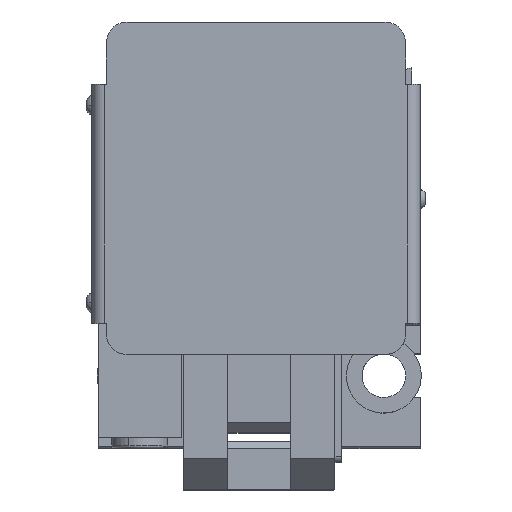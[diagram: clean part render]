
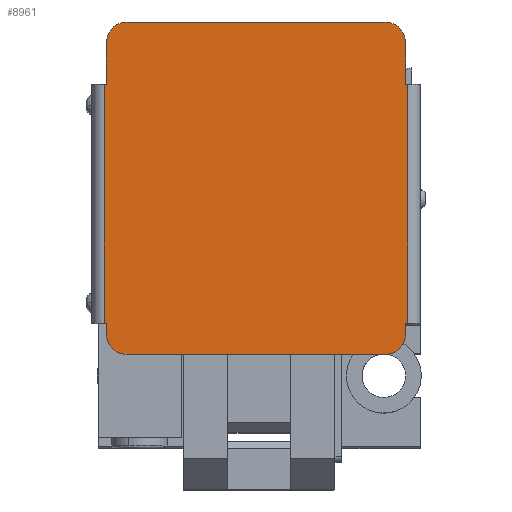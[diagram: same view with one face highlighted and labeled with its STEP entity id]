
A CAD part, top view. The second image highlights one B-rep face of the part: STEP entity #8961.
In plain terms, the highlighted planar face has unit normal (0, 0, 1).
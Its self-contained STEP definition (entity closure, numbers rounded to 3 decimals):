
#8961=ADVANCED_FACE('',(#18386),#18387,.T.);
#18386=FACE_OUTER_BOUND('',#31496,.T.);
#18387=PLANE('',#31497);
#31496=EDGE_LOOP('',(#58353,#58354,#58355,#58356,#58357,#58358,#58359,#58360,#58361,#58362,#58363,#58364,#58365,#58366,#58367,#58368,#58369,#58370));
#31497=AXIS2_PLACEMENT_3D('',#58371,#58372,#58373);
#58353=ORIENTED_EDGE('',*,*,#72985,.T.);
#58354=ORIENTED_EDGE('',*,*,#72981,.T.);
#58355=ORIENTED_EDGE('',*,*,#72977,.T.);
#58356=ORIENTED_EDGE('',*,*,#72988,.T.);
#58357=ORIENTED_EDGE('',*,*,#72989,.T.);
#58358=ORIENTED_EDGE('',*,*,#72990,.T.);
#58359=ORIENTED_EDGE('',*,*,#72991,.T.);
#58360=ORIENTED_EDGE('',*,*,#72992,.T.);
#58361=ORIENTED_EDGE('',*,*,#72971,.F.);
#58362=ORIENTED_EDGE('',*,*,#72993,.F.);
#58363=ORIENTED_EDGE('',*,*,#72994,.F.);
#58364=ORIENTED_EDGE('',*,*,#72995,.F.);
#58365=ORIENTED_EDGE('',*,*,#72968,.F.);
#58366=ORIENTED_EDGE('',*,*,#72996,.T.);
#58367=ORIENTED_EDGE('',*,*,#72997,.T.);
#58368=ORIENTED_EDGE('',*,*,#72998,.T.);
#58369=ORIENTED_EDGE('',*,*,#72999,.T.);
#58370=ORIENTED_EDGE('',*,*,#73000,.T.);
#58371=CARTESIAN_POINT('',(76.0,91.0,154.0));
#58372=DIRECTION('',(0.0,0.0,1.0));
#58373=DIRECTION('',(1.0,0.0,0.0));
#72968=EDGE_CURVE('',#87732,#87728,#87734,.T.);
#72971=EDGE_CURVE('',#87736,#87739,#87740,.T.);
#72977=EDGE_CURVE('',#87750,#87748,#87751,.T.);
#72981=EDGE_CURVE('',#87756,#87750,#87757,.T.);
#72985=EDGE_CURVE('',#87762,#87756,#87763,.T.);
#72988=EDGE_CURVE('',#87748,#87766,#87767,.T.);
#72989=EDGE_CURVE('',#87766,#87768,#87769,.T.);
#72990=EDGE_CURVE('',#87768,#87770,#87771,.T.);
#72991=EDGE_CURVE('',#87770,#87772,#87773,.T.);
#72992=EDGE_CURVE('',#87772,#87739,#87774,.T.);
#72993=EDGE_CURVE('',#87775,#87736,#87776,.T.);
#72994=EDGE_CURVE('',#87777,#87775,#87778,.T.);
#72995=EDGE_CURVE('',#87728,#87777,#87779,.T.);
#72996=EDGE_CURVE('',#87732,#87780,#87781,.T.);
#72997=EDGE_CURVE('',#87780,#87782,#87783,.T.);
#72998=EDGE_CURVE('',#87782,#87784,#87785,.T.);
#72999=EDGE_CURVE('',#87784,#87786,#87787,.T.);
#73000=EDGE_CURVE('',#87786,#87762,#87788,.T.);
#87728=VERTEX_POINT('',#116242);
#87732=VERTEX_POINT('',#116247);
#87734=CIRCLE('',#116250,10.0);
#87736=VERTEX_POINT('',#116252);
#87739=VERTEX_POINT('',#116256);
#87740=CIRCLE('',#116257,10.0);
#87748=VERTEX_POINT('',#116266);
#87750=VERTEX_POINT('',#116269);
#87751=CIRCLE('',#116270,10.0);
#87756=VERTEX_POINT('',#116277);
#87757=LINE('',#116278,#116279);
#87762=VERTEX_POINT('',#116285);
#87763=CIRCLE('',#116286,10.0);
#87766=VERTEX_POINT('',#116290);
#87767=LINE('',#116291,#116292);
#87768=VERTEX_POINT('',#116293);
#87769=LINE('',#116294,#116295);
#87770=VERTEX_POINT('',#116296);
#87771=LINE('',#116297,#116298);
#87772=VERTEX_POINT('',#116299);
#87773=LINE('',#116300,#116301);
#87774=LINE('',#116302,#116303);
#87775=VERTEX_POINT('',#116304);
#87776=CIRCLE('',#116305,10.0);
#87777=VERTEX_POINT('',#116306);
#87778=LINE('',#116307,#116308);
#87779=CIRCLE('',#116309,10.0);
#87780=VERTEX_POINT('',#116310);
#87781=LINE('',#116311,#116312);
#87782=VERTEX_POINT('',#116313);
#87783=LINE('',#116314,#116315);
#87784=VERTEX_POINT('',#116316);
#87785=LINE('',#116317,#116318);
#87786=VERTEX_POINT('',#116319);
#87787=LINE('',#116320,#116321);
#87788=LINE('',#116322,#116323);
#116242=CARTESIAN_POINT('',(145.071,12.929,154.0));
#116247=CARTESIAN_POINT('',(148.0,20.0,154.0));
#116250=AXIS2_PLACEMENT_3D('',#130852,#130853,#130854);
#116252=CARTESIAN_POINT('',(6.929,12.929,154.0));
#116256=CARTESIAN_POINT('',(4.,20.0,154.0));
#116257=AXIS2_PLACEMENT_3D('',#130856,#130857,#130858);
#116266=CARTESIAN_POINT('',(4.,160.0,154.0));
#116269=CARTESIAN_POINT('',(14.0,170.0,154.0));
#116270=AXIS2_PLACEMENT_3D('',#130867,#130868,#130869);
#116277=CARTESIAN_POINT('',(138.0,170.0,154.0));
#116278=CARTESIAN_POINT('',(76.0,170.0,154.0));
#116279=VECTOR('',#130872,1.0);
#116285=CARTESIAN_POINT('',(148.0,160.0,154.0));
#116286=AXIS2_PLACEMENT_3D('',#130877,#130878,#130879);
#116290=CARTESIAN_POINT('',(4.,140.0,154.0));
#116291=CARTESIAN_POINT('',(4.,124.25,154.0));
#116292=VECTOR('',#130881,1.0);
#116293=CARTESIAN_POINT('',(3.,140.0,154.0));
#116294=CARTESIAN_POINT('',(38.25,140.0,154.0));
#116295=VECTOR('',#130882,1.0);
#116296=CARTESIAN_POINT('',(3.,25.0,154.0));
#116297=CARTESIAN_POINT('',(3.,93.875,154.0));
#116298=VECTOR('',#130883,1.0);
#116299=CARTESIAN_POINT('',(4.,25.0,154.0));
#116300=CARTESIAN_POINT('',(38.25,25.0,154.0));
#116301=VECTOR('',#130884,1.0);
#116302=CARTESIAN_POINT('',(4.,49.25,154.0));
#116303=VECTOR('',#130885,1.0);
#116304=CARTESIAN_POINT('',(14.0,10.0,154.0));
#116305=AXIS2_PLACEMENT_3D('',#130886,#130887,#130888);
#116306=CARTESIAN_POINT('',(138.0,10.0,154.0));
#116307=CARTESIAN_POINT('',(-3.,10.0,154.0));
#116308=VECTOR('',#130889,1.0);
#116309=AXIS2_PLACEMENT_3D('',#130890,#130891,#130892);
#116310=CARTESIAN_POINT('',(148.0,25.0,154.0));
#116311=CARTESIAN_POINT('',(148.0,49.25,154.0));
#116312=VECTOR('',#130893,1.0);
#116313=CARTESIAN_POINT('',(149.0,25.0,154.0));
#116314=CARTESIAN_POINT('',(113.75,25.0,154.0));
#116315=VECTOR('',#130894,1.0);
#116316=CARTESIAN_POINT('',(149.0,140.0,154.0));
#116317=CARTESIAN_POINT('',(149.0,93.875,154.0));
#116318=VECTOR('',#130895,1.0);
#116319=CARTESIAN_POINT('',(148.0,140.0,154.0));
#116320=CARTESIAN_POINT('',(113.75,140.0,154.0));
#116321=VECTOR('',#130896,1.0);
#116322=CARTESIAN_POINT('',(148.0,124.25,154.0));
#116323=VECTOR('',#130897,1.0);
#130852=CARTESIAN_POINT('',(138.0,20.0,154.0));
#130853=DIRECTION('',(0.0,-0.0,-1.0));
#130854=DIRECTION('',(0.707,-0.707,0.0));
#130856=CARTESIAN_POINT('',(14.0,20.0,154.0));
#130857=DIRECTION('',(-0.0,0.0,-1.0));
#130858=DIRECTION('',(-0.707,-0.707,0.0));
#130867=CARTESIAN_POINT('',(14.0,160.0,154.0));
#130868=DIRECTION('',(0.0,0.0,1.0));
#130869=DIRECTION('',(1.0,0.0,0.0));
#130872=DIRECTION('',(-1.0,0.0,0.0));
#130877=CARTESIAN_POINT('',(138.0,160.0,154.0));
#130878=DIRECTION('',(0.0,0.0,1.0));
#130879=DIRECTION('',(1.0,0.0,0.0));
#130881=DIRECTION('',(0.0,-1.0,0.0));
#130882=DIRECTION('',(-1.0,0.0,0.0));
#130883=DIRECTION('',(0.0,-1.0,0.0));
#130884=DIRECTION('',(1.0,0.0,0.0));
#130885=DIRECTION('',(0.0,-1.0,0.0));
#130886=CARTESIAN_POINT('',(14.0,20.0,154.0));
#130887=DIRECTION('',(-0.0,0.0,-1.0));
#130888=DIRECTION('',(-0.707,-0.707,0.0));
#130889=DIRECTION('',(-1.0,0.,-0.0));
#130890=CARTESIAN_POINT('',(138.0,20.0,154.0));
#130891=DIRECTION('',(0.0,-0.0,-1.0));
#130892=DIRECTION('',(0.707,-0.707,0.0));
#130893=DIRECTION('',(0.0,1.0,0.0));
#130894=DIRECTION('',(1.0,0.0,0.0));
#130895=DIRECTION('',(0.,1.0,0.0));
#130896=DIRECTION('',(-1.0,0.0,0.0));
#130897=DIRECTION('',(0.0,1.0,0.0));
